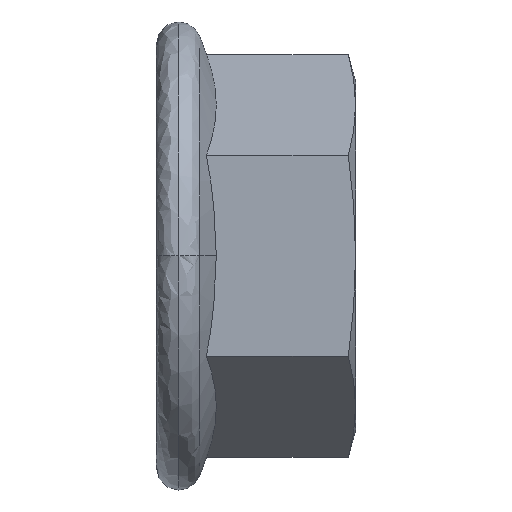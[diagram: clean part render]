
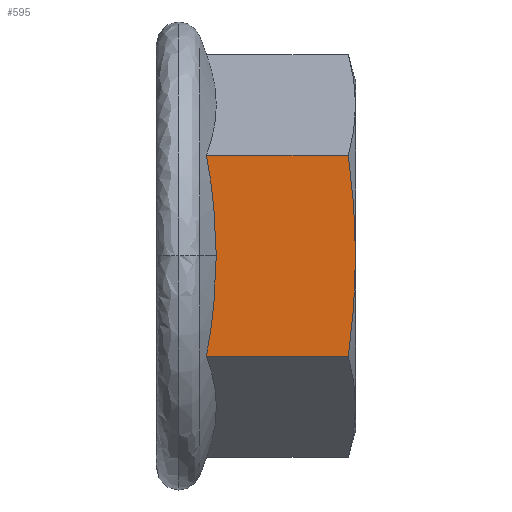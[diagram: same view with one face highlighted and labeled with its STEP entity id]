
A CAD part, top view. The second image highlights one B-rep face of the part: STEP entity #595.
In plain terms, the highlighted planar face has unit normal (0, 0, 1).
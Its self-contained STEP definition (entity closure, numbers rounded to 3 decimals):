
#11 = CARTESIAN_POINT ( 'NONE',  ( 4., 0., 3.5 ) ) ;
#33 = AXIS2_PLACEMENT_3D ( 'NONE', #287, #846, #54 ) ;
#54 = DIRECTION ( 'NONE',  ( 1., 0., 0. ) ) ;
#69 = VECTOR ( 'NONE', #318, 1000. ) ;
#73 = CARTESIAN_POINT ( 'NONE',  ( 1., 2.021, 3.5 ) ) ;
#90 = CARTESIAN_POINT ( 'NONE',  ( 1.202, 0., 3.5 ) ) ;
#94 = B_SPLINE_CURVE_WITH_KNOTS ( 'NONE', 3,
 ( #239, #813, #806, #660 ),
 .UNSPECIFIED., .F., .F.,
 ( 4, 4 ),
 ( -0.002, 0. ),
 .UNSPECIFIED. ) ;
#133 = CARTESIAN_POINT ( 'NONE',  ( 3.945, 1.35, 3.5 ) ) ;
#158 = CARTESIAN_POINT ( 'NONE',  ( 3.855, -2.021, 3.5 ) ) ;
#185 = ORIENTED_EDGE ( 'NONE', *, *, #844, .F. ) ;
#211 = EDGE_CURVE ( 'NONE', #981, #550, #94, .T. ) ;
#226 = CARTESIAN_POINT ( 'NONE',  ( 4., 0., 3.5 ) ) ;
#228 = EDGE_CURVE ( 'NONE', #550, #680, #765, .T. ) ;
#239 = CARTESIAN_POINT ( 'NONE',  ( 1.005, -2.021, 3.5 ) ) ;
#283 = VERTEX_POINT ( 'NONE', #11 ) ;
#287 = CARTESIAN_POINT ( 'NONE',  ( 1., -2.021, 3.5 ) ) ;
#297 = CARTESIAN_POINT ( 'NONE',  ( 4., -0.677, 3.5 ) ) ;
#318 = DIRECTION ( 'NONE',  ( -1., 0., 0. ) ) ;
#324 = B_SPLINE_CURVE_WITH_KNOTS ( 'NONE', 3,
 ( #874, #794, #297, #226 ),
 .UNSPECIFIED., .F., .F.,
 ( 4, 4 ),
 ( 0., 0.002 ),
 .UNSPECIFIED. ) ;
#378 = CARTESIAN_POINT ( 'NONE',  ( 3.855, 2.021, 3.5 ) ) ;
#412 = ORIENTED_EDGE ( 'NONE', *, *, #673, .T. ) ;
#470 = CARTESIAN_POINT ( 'NONE',  ( 1.005, 2.021, 3.5 ) ) ;
#497 = VECTOR ( 'NONE', #640, 1000. ) ;
#512 = ORIENTED_EDGE ( 'NONE', *, *, #545, .T. ) ;
#543 = CARTESIAN_POINT ( 'NONE',  ( 4., 0.677, 3.5 ) ) ;
#545 = EDGE_CURVE ( 'NONE', #283, #918, #720, .T. ) ;
#550 = VERTEX_POINT ( 'NONE', #700 ) ;
#566 = ORIENTED_EDGE ( 'NONE', *, *, #211, .F. ) ;
#584 = CARTESIAN_POINT ( 'NONE',  ( 1., -2.021, 3.5 ) ) ;
#595 = ADVANCED_FACE ( 'NONE', ( #665 ), #925, .T. ) ;
#628 = CARTESIAN_POINT ( 'NONE',  ( 1.005, -2.021, 3.5 ) ) ;
#640 = DIRECTION ( 'NONE',  ( 1., 0., 0. ) ) ;
#656 = VERTEX_POINT ( 'NONE', #158 ) ;
#660 = CARTESIAN_POINT ( 'NONE',  ( 1.202, 0., 3.5 ) ) ;
#665 = FACE_OUTER_BOUND ( 'NONE', #877, .T. ) ;
#671 = ORIENTED_EDGE ( 'NONE', *, *, #228, .F. ) ;
#673 = EDGE_CURVE ( 'NONE', #656, #283, #324, .T. ) ;
#680 = VERTEX_POINT ( 'NONE', #470 ) ;
#700 = CARTESIAN_POINT ( 'NONE',  ( 1.202, 0., 3.5 ) ) ;
#708 = EDGE_CURVE ( 'NONE', #680, #918, #808, .T. ) ;
#720 = B_SPLINE_CURVE_WITH_KNOTS ( 'NONE', 3,
 ( #826, #543, #133, #378 ),
 .UNSPECIFIED., .F., .F.,
 ( 4, 4 ),
 ( 0., 0.002 ),
 .UNSPECIFIED. ) ;
#765 = B_SPLINE_CURVE_WITH_KNOTS ( 'NONE', 3,
 ( #90, #960, #800, #892 ),
 .UNSPECIFIED., .F., .F.,
 ( 4, 4 ),
 ( 0., 0.002 ),
 .UNSPECIFIED. ) ;
#773 = ORIENTED_EDGE ( 'NONE', *, *, #708, .F. ) ;
#794 = CARTESIAN_POINT ( 'NONE',  ( 3.945, -1.35, 3.5 ) ) ;
#800 = CARTESIAN_POINT ( 'NONE',  ( 1.126, 1.353, 3.5 ) ) ;
#806 = CARTESIAN_POINT ( 'NONE',  ( 1.202, -0.68, 3.5 ) ) ;
#808 = LINE ( 'NONE', #73, #497 ) ;
#813 = CARTESIAN_POINT ( 'NONE',  ( 1.126, -1.353, 3.5 ) ) ;
#826 = CARTESIAN_POINT ( 'NONE',  ( 4., 0., 3.5 ) ) ;
#844 = EDGE_CURVE ( 'NONE', #656, #981, #868, .T. ) ;
#846 = DIRECTION ( 'NONE',  ( 0., 0., 1. ) ) ;
#868 = LINE ( 'NONE', #584, #69 ) ;
#874 = CARTESIAN_POINT ( 'NONE',  ( 3.855, -2.021, 3.5 ) ) ;
#877 = EDGE_LOOP ( 'NONE', ( #566, #185, #412, #512, #773, #671 ) ) ;
#892 = CARTESIAN_POINT ( 'NONE',  ( 1.005, 2.021, 3.5 ) ) ;
#918 = VERTEX_POINT ( 'NONE', #979 ) ;
#925 = PLANE ( 'NONE',  #33 ) ;
#960 = CARTESIAN_POINT ( 'NONE',  ( 1.202, 0.68, 3.5 ) ) ;
#979 = CARTESIAN_POINT ( 'NONE',  ( 3.855, 2.021, 3.5 ) ) ;
#981 = VERTEX_POINT ( 'NONE', #628 ) ;
